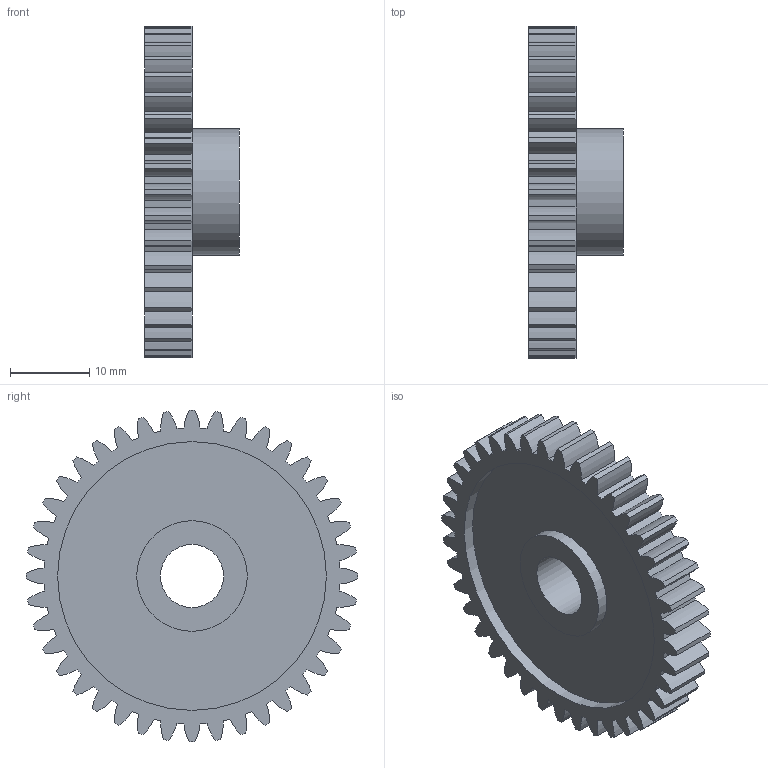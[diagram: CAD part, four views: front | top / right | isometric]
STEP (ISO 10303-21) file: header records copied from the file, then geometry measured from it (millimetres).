
FILE_DESCRIPTION( ( 'STEP AP203' ), '1' );
FILE_NAME( 'DS1-40_On.stp', '2020-04-11T12:34:58', ( 'License CC BY-ND 4.0' ), ( 'CADENAS' ), ' ', 'PARTsolutions', ' ' );
FILE_SCHEMA( ( 'CONFIG_CONTROL_DESIGN' ) );
Length unit declared in the file: millimetre
Products named in the file (1): _DS1-40_On
Bounding box: 12 x 42 x 42 mm (x, y, z)
Volume: 5863.6 mm3; surface area: 4969.3 mm2
Topology: 1 solids, 1 shells, 171 faces, 495 edges, 330 vertices
Faces by surface type: cylinder 165, plane 6
Full cylindrical faces by diameter (mm): 8 x1, 14 x1, 16 x1, 34 x2
Entity records: 5862 total; most frequent: DIRECTION 1164, CARTESIAN_POINT 992, ORIENTED_EDGE 980, AXIS2_PLACEMENT_3D 502, EDGE_CURVE 490, VERTEX_POINT 330, CIRCLE 330, EDGE_LOOP 182
